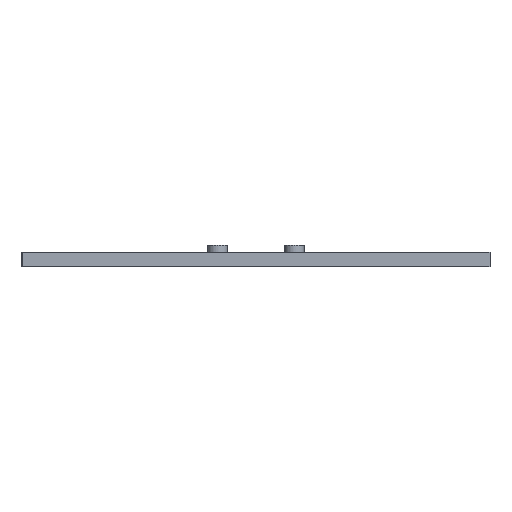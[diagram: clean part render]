
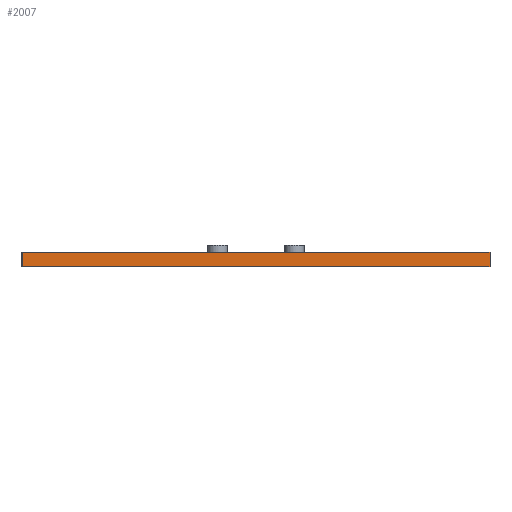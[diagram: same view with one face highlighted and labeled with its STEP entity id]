
A CAD part, front view. The second image highlights one B-rep face of the part: STEP entity #2007.
In plain terms, the highlighted planar face has unit normal (0, -1, 0).
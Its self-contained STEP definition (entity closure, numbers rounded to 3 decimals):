
#54 = LINE ( 'NONE', #883, #1071 ) ;
#72 = LINE ( 'NONE', #971, #1026 ) ;
#74 = ORIENTED_EDGE ( 'NONE', *, *, #151, .T. ) ;
#127 = DIRECTION ( 'NONE',  ( 0., 0., -1. ) ) ;
#151 = EDGE_CURVE ( 'NONE', #1492, #435, #72, .T. ) ;
#228 = CARTESIAN_POINT ( 'NONE',  ( 173.322, -13.581, 6. ) ) ;
#435 = VERTEX_POINT ( 'NONE', #606 ) ;
#441 = CARTESIAN_POINT ( 'NONE',  ( -20.678, -13.581, 6. ) ) ;
#493 = CARTESIAN_POINT ( 'NONE',  ( -20.678, -13.581, 6. ) ) ;
#558 = VERTEX_POINT ( 'NONE', #228 ) ;
#606 = CARTESIAN_POINT ( 'NONE',  ( 173.322, -13.581, 0. ) ) ;
#682 = DIRECTION ( 'NONE',  ( 0., 0., 1. ) ) ;
#775 = AXIS2_PLACEMENT_3D ( 'NONE', #493, #1760, #682 ) ;
#883 = CARTESIAN_POINT ( 'NONE',  ( -20.678, -13.581, 6. ) ) ;
#971 = CARTESIAN_POINT ( 'NONE',  ( -20.678, -13.581, 0. ) ) ;
#977 = ORIENTED_EDGE ( 'NONE', *, *, #2314, .F. ) ;
#1026 = VECTOR ( 'NONE', #2263, 1000. ) ;
#1035 = LINE ( 'NONE', #441, #2002 ) ;
#1071 = VECTOR ( 'NONE', #1438, 1000. ) ;
#1206 = CARTESIAN_POINT ( 'NONE',  ( 173.322, -13.581, 6. ) ) ;
#1291 = CARTESIAN_POINT ( 'NONE',  ( -20.678, -13.581, 6. ) ) ;
#1413 = EDGE_CURVE ( 'NONE', #558, #435, #1587, .T. ) ;
#1438 = DIRECTION ( 'NONE',  ( 0., 0., -1. ) ) ;
#1492 = VERTEX_POINT ( 'NONE', #1554 ) ;
#1529 = ORIENTED_EDGE ( 'NONE', *, *, #2078, .T. ) ;
#1541 = DIRECTION ( 'NONE',  ( 1., 0., 0. ) ) ;
#1554 = CARTESIAN_POINT ( 'NONE',  ( -20.678, -13.581, 0. ) ) ;
#1587 = LINE ( 'NONE', #1206, #1824 ) ;
#1588 = PLANE ( 'NONE',  #775 ) ;
#1723 = VERTEX_POINT ( 'NONE', #1291 ) ;
#1760 = DIRECTION ( 'NONE',  ( 0., 1., 0. ) ) ;
#1787 = EDGE_LOOP ( 'NONE', ( #74, #2114, #977, #1529 ) ) ;
#1824 = VECTOR ( 'NONE', #127, 1000. ) ;
#2002 = VECTOR ( 'NONE', #1541, 1000. ) ;
#2007 = ADVANCED_FACE ( 'NONE', ( #2008 ), #1588, .F. ) ;
#2008 = FACE_OUTER_BOUND ( 'NONE', #1787, .T. ) ;
#2078 = EDGE_CURVE ( 'NONE', #1723, #1492, #54, .T. ) ;
#2114 = ORIENTED_EDGE ( 'NONE', *, *, #1413, .F. ) ;
#2263 = DIRECTION ( 'NONE',  ( 1., 0., 0. ) ) ;
#2314 = EDGE_CURVE ( 'NONE', #1723, #558, #1035, .T. ) ;
